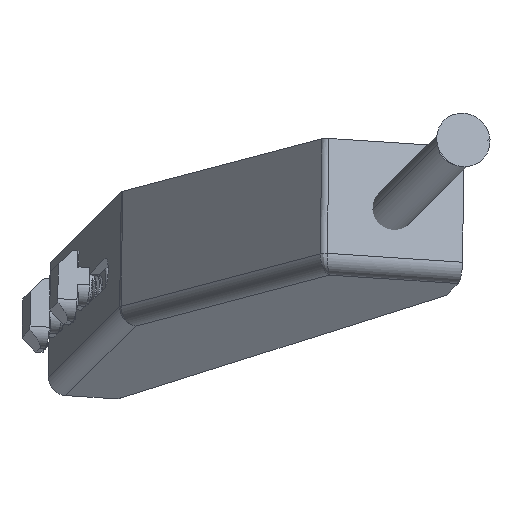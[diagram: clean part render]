
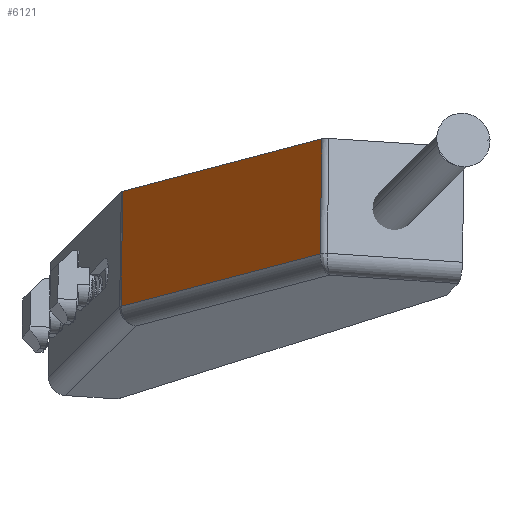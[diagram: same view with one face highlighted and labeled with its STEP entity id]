
A CAD part, front view. The second image highlights one B-rep face of the part: STEP entity #6121.
In plain terms, the highlighted face is planar.
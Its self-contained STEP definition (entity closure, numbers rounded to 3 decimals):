
#619 = VECTOR ( 'NONE', #3995, 1000. ) ;
#624 = LINE ( 'NONE', #3991, #619 ) ;
#959 = VECTOR ( 'NONE', #4540, 1000. ) ;
#961 = VECTOR ( 'NONE', #4538, 1000. ) ;
#962 = LINE ( 'NONE', #4539, #959 ) ;
#964 = LINE ( 'NONE', #4537, #961 ) ;
#975 = VECTOR ( 'NONE', #1394, 1000. ) ;
#978 = LINE ( 'NONE', #1390, #975 ) ;
#1196 = CARTESIAN_POINT ( 'NONE',  ( 75.202, -83.455, 35. ) ) ;
#1218 = CARTESIAN_POINT ( 'NONE',  ( 75.202, -83.455, 2. ) ) ;
#1245 = CARTESIAN_POINT ( 'NONE',  ( 35.966, -4.983, 35. ) ) ;
#1251 = CARTESIAN_POINT ( 'NONE',  ( 35.966, -4.983, 2. ) ) ;
#1390 = CARTESIAN_POINT ( 'NONE',  ( 35.966, -4.983, -3. ) ) ;
#1394 = DIRECTION ( 'NONE',  ( 0., 0., 1. ) ) ;
#1816 = ORIENTED_EDGE ( 'NONE', *, *, #5621, .T. ) ;
#1835 = ORIENTED_EDGE ( 'NONE', *, *, #5622, .F. ) ;
#1836 = ORIENTED_EDGE ( 'NONE', *, *, #2031, .T. ) ;
#2031 = EDGE_CURVE ( 'NONE', #2742, #2709, #624, .T. ) ;
#2148 = EDGE_LOOP ( 'NONE', ( #2503, #1836, #1816, #1835 ) ) ;
#2503 = ORIENTED_EDGE ( 'NONE', *, *, #5606, .F. ) ;
#2687 = VERTEX_POINT ( 'NONE', #1196 ) ;
#2709 = VERTEX_POINT ( 'NONE', #1218 ) ;
#2736 = VERTEX_POINT ( 'NONE', #1245 ) ;
#2742 = VERTEX_POINT ( 'NONE', #1251 ) ;
#3679 = AXIS2_PLACEMENT_3D ( 'NONE', #5839, #5848, #5849 ) ;
#3991 = CARTESIAN_POINT ( 'NONE',  ( 75.202, -83.455, 2. ) ) ;
#3995 = DIRECTION ( 'NONE',  ( 0.447, -0.894, 0. ) ) ;
#4537 = CARTESIAN_POINT ( 'NONE',  ( 75.202, -83.455, -3. ) ) ;
#4538 = DIRECTION ( 'NONE',  ( 0., 0., 1. ) ) ;
#4539 = CARTESIAN_POINT ( 'NONE',  ( 12.499, 41.952, 35. ) ) ;
#4540 = DIRECTION ( 'NONE',  ( 0.447, -0.894, 0. ) ) ;
#5350 = FACE_OUTER_BOUND ( 'NONE', #2148, .T. ) ;
#5606 = EDGE_CURVE ( 'NONE', #2742, #2736, #978, .T. ) ;
#5621 = EDGE_CURVE ( 'NONE', #2709, #2687, #964, .T. ) ;
#5622 = EDGE_CURVE ( 'NONE', #2736, #2687, #962, .T. ) ;
#5839 = CARTESIAN_POINT ( 'NONE',  ( 75.202, -83.455, -3. ) ) ;
#5845 = PLANE ( 'NONE',  #3679 ) ;
#5848 = DIRECTION ( 'NONE',  ( 0.894, 0.447, 0. ) ) ;
#5849 = DIRECTION ( 'NONE',  ( -0.447, 0.894, 0. ) ) ;
#6121 = ADVANCED_FACE ( 'NONE', ( #5350 ), #5845, .F. ) ;
